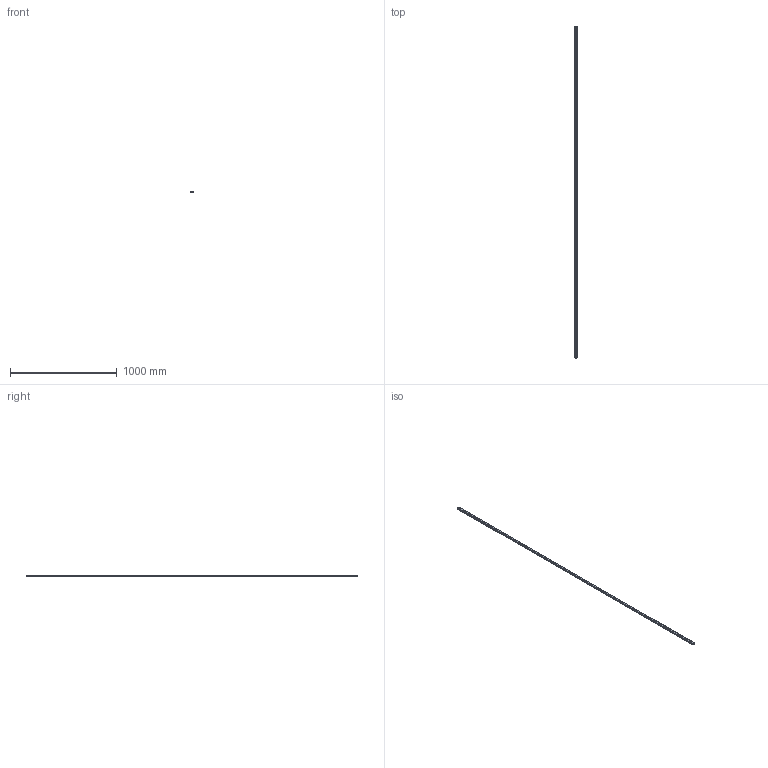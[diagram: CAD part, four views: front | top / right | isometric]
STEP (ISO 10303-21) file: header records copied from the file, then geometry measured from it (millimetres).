
FILE_DESCRIPTION(('STEP AP214'),'1');
FILE_NAME('cctmp_874E94B9-1F4D-4A82-9872-EE66AA0C1C32_2021_02_04_10_25_59_0939..stp','2021-02-04T09:26:00',('HIWIN GmbH'),('CADClick - www.CADClick.com'),'Spatial InterOp 3D',' ','unknown authorization');
FILE_SCHEMA(('AUTOMOTIVE_DESIGN'));
Length unit declared in the file: millimetre
Products named in the file (1): EGR20R3110C_FILE
Bounding box: 20 x 3110 x 15.5 mm (x, y, z)
Volume: 834456.3 mm3; surface area: 248722.4 mm2
Topology: 1 solids, 1 shells, 727 faces, 1643 edges, 1026 vertices
Faces by surface type: plane 397, cylinder 330
Entity records: 26301 total; most frequent: DIRECTION 3967, CARTESIAN_POINT 3397, ORIENTED_EDGE 3286, EDGE_CURVE 1643, AXIS2_PLACEMENT_3D 1596, VERTEX_POINT 1026, EDGE_LOOP 835, LINE 775
